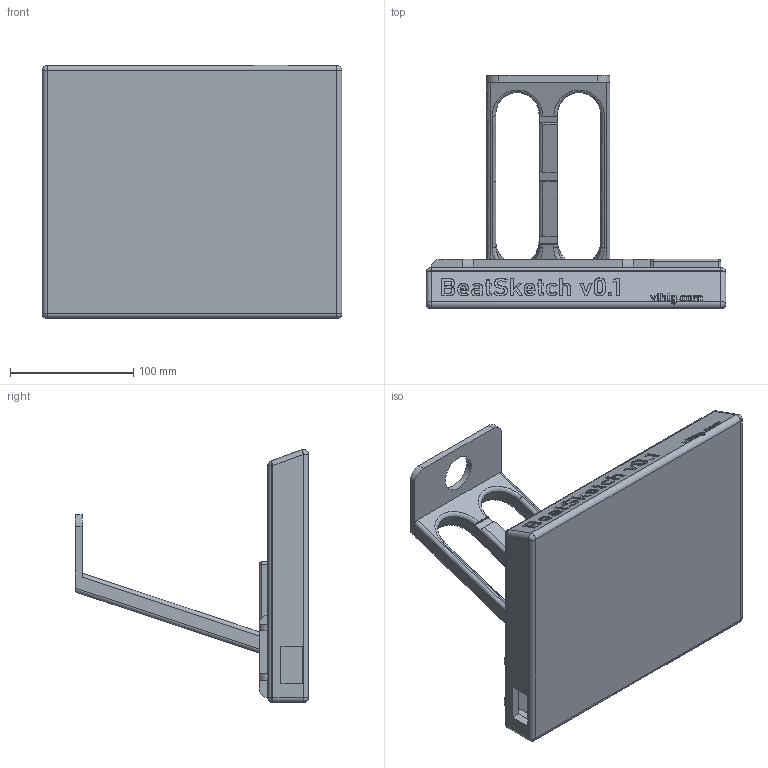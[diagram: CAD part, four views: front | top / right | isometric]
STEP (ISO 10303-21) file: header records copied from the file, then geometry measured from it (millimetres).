
FILE_DESCRIPTION(/* description */ ('','CAx-IF Rec.Pracs.---Representation and Presentation of Product Manufacturing Information (PMI)---4.0---2014-10-13'),/* implementation_level */ '2;1');
FILE_NAME(/* name */ 'BeatSketch.step',/* time_stamp */ '2025-02-02T04:33:58+01:00',/* author */ (''),/* organization */ (''),/* preprocessor_version */ 'ST-DEVELOPER v20',/* originating_system */ 'Autodesk Translation Framework v13.20.0.188',/* authorisation */ '');
FILE_SCHEMA (('AP242_MANAGED_MODEL_BASED_3D_ENGINEERING_MIM_LF { 1 0 10303 442 1 1 4 }'));
Length unit declared in the file: millimetre
Products named in the file (1): Smart screen
Bounding box: 243 x 189.12 x 205.3 mm (x, y, z)
Volume: 698471.8 mm3; surface area: 262492.8 mm2
Topology: 3 solids, 3 shells, 749 faces, 2043 edges, 1338 vertices
Faces by surface type: plane 371, bspline 312, cylinder 51, sphere 15
Full cylindrical faces by diameter (mm): 3 x18, 30 x1
Entity records: 25365 total; most frequent: CARTESIAN_POINT 8240, ORIENTED_EDGE 4086, DIRECTION 2538, EDGE_CURVE 2043, VERTEX_POINT 1338, LINE 1292, VECTOR 1292, EDGE_LOOP 829
